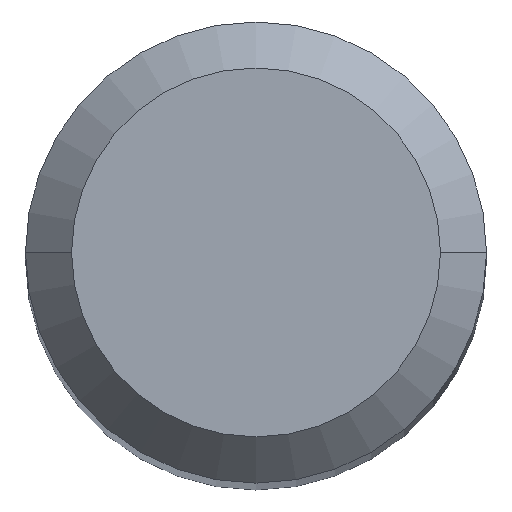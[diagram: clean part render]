
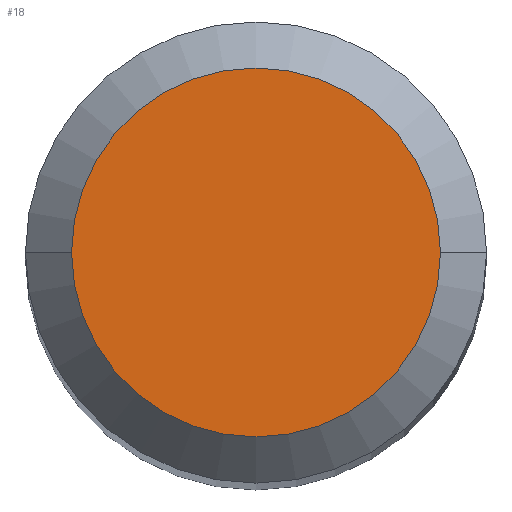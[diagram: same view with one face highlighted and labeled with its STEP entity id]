
A CAD part, top view. The second image highlights one B-rep face of the part: STEP entity #18.
In plain terms, the highlighted planar face has unit normal (0, 0, 1).
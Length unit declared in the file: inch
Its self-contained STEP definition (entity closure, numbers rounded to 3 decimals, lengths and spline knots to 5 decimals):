
#7 = PLANE ( 'NONE',  #237 ) ;
#18 = ADVANCED_FACE ( 'NONE', ( #350 ), #7, .F. ) ;
#113 = CARTESIAN_POINT ( 'NONE',  ( 0.05, 0., 0. ) ) ;
#123 = AXIS2_PLACEMENT_3D ( 'NONE', #161, #459, #389 ) ;
#158 = VERTEX_POINT ( 'NONE', #280 ) ;
#161 = CARTESIAN_POINT ( 'NONE',  ( 0., 0., 0. ) ) ;
#169 = DIRECTION ( 'NONE',  ( 1., 0., 0. ) ) ;
#194 = EDGE_LOOP ( 'NONE', ( #306, #484 ) ) ;
#216 = CIRCLE ( 'NONE', #123, 0.05 ) ;
#230 = DIRECTION ( 'NONE',  ( 0., 0., -1. ) ) ;
#237 = AXIS2_PLACEMENT_3D ( 'NONE', #277, #230, #385 ) ;
#238 = DIRECTION ( 'NONE',  ( 0., 0., 1. ) ) ;
#277 = CARTESIAN_POINT ( 'NONE',  ( 0., 0., 0. ) ) ;
#280 = CARTESIAN_POINT ( 'NONE',  ( -0.05, 0., 0. ) ) ;
#299 = VERTEX_POINT ( 'NONE', #113 ) ;
#306 = ORIENTED_EDGE ( 'NONE', *, *, #353, .T. ) ;
#316 = CIRCLE ( 'NONE', #470, 0.05 ) ;
#331 = CARTESIAN_POINT ( 'NONE',  ( 0., 0., 0. ) ) ;
#350 = FACE_OUTER_BOUND ( 'NONE', #194, .T. ) ;
#353 = EDGE_CURVE ( 'NONE', #158, #299, #316, .T. ) ;
#385 = DIRECTION ( 'NONE',  ( -1., 0., 0. ) ) ;
#389 = DIRECTION ( 'NONE',  ( 1., 0., 0. ) ) ;
#459 = DIRECTION ( 'NONE',  ( 0., 0., 1. ) ) ;
#470 = AXIS2_PLACEMENT_3D ( 'NONE', #331, #238, #169 ) ;
#484 = ORIENTED_EDGE ( 'NONE', *, *, #487, .T. ) ;
#487 = EDGE_CURVE ( 'NONE', #299, #158, #216, .T. ) ;
